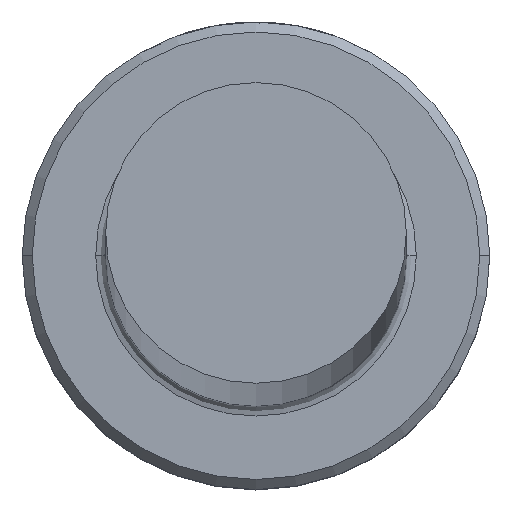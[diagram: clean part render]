
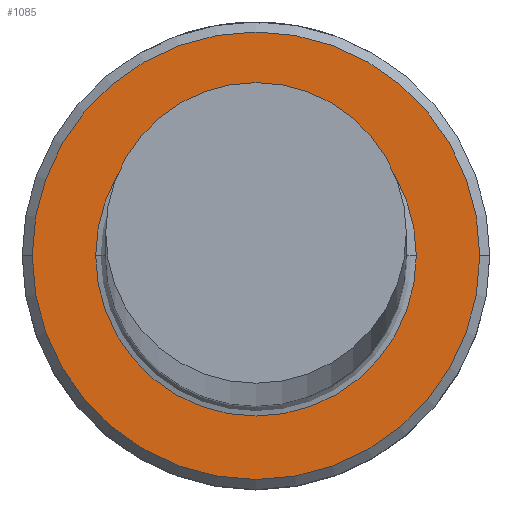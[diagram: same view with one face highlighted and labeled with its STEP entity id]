
A CAD part, top view. The second image highlights one B-rep face of the part: STEP entity #1085.
In plain terms, the highlighted planar face has unit normal (0, 0, 1).
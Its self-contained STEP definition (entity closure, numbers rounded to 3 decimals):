
#14 = DIRECTION ( 'NONE',  ( 0., 0., 1. ) ) ;
#16 = EDGE_LOOP ( 'NONE', ( #941, #483 ) ) ;
#71 = AXIS2_PLACEMENT_3D ( 'NONE', #971, #410, #1055 ) ;
#126 = CARTESIAN_POINT ( 'NONE',  ( 4.8, 0., 8. ) ) ;
#229 = AXIS2_PLACEMENT_3D ( 'NONE', #562, #14, #657 ) ;
#233 = VERTEX_POINT ( 'NONE', #126 ) ;
#265 = CARTESIAN_POINT ( 'NONE',  ( 0., 0., 8. ) ) ;
#296 = FACE_BOUND ( 'NONE', #16, .T. ) ;
#328 = VERTEX_POINT ( 'NONE', #356 ) ;
#356 = CARTESIAN_POINT ( 'NONE',  ( 6.7, 0., 8. ) ) ;
#359 = DIRECTION ( 'NONE',  ( 1., 0., 0. ) ) ;
#384 = ORIENTED_EDGE ( 'NONE', *, *, #1012, .T. ) ;
#410 = DIRECTION ( 'NONE',  ( 0., 0., -1. ) ) ;
#416 = CARTESIAN_POINT ( 'NONE',  ( -4.8, 0., 8. ) ) ;
#476 = CIRCLE ( 'NONE', #229, 6.7 ) ;
#483 = ORIENTED_EDGE ( 'NONE', *, *, #805, .T. ) ;
#526 = DIRECTION ( 'NONE',  ( 0., 0., -1. ) ) ;
#562 = CARTESIAN_POINT ( 'NONE',  ( 0., 0., 8. ) ) ;
#588 = CIRCLE ( 'NONE', #951, 4.8 ) ;
#615 = CIRCLE ( 'NONE', #71, 4.8 ) ;
#626 = CARTESIAN_POINT ( 'NONE',  ( -6.7, 0., 8. ) ) ;
#636 = DIRECTION ( 'NONE',  ( 0., 0., 1. ) ) ;
#644 = CIRCLE ( 'NONE', #878, 6.7 ) ;
#657 = DIRECTION ( 'NONE',  ( 1., 0., 0. ) ) ;
#705 = EDGE_CURVE ( 'NONE', #328, #1028, #476, .T. ) ;
#710 = ORIENTED_EDGE ( 'NONE', *, *, #705, .T. ) ;
#781 = FACE_OUTER_BOUND ( 'NONE', #928, .T. ) ;
#797 = DIRECTION ( 'NONE',  ( 1., 0., 0. ) ) ;
#805 = EDGE_CURVE ( 'NONE', #233, #841, #615, .T. ) ;
#832 = CARTESIAN_POINT ( 'NONE',  ( 0., 0., 8. ) ) ;
#841 = VERTEX_POINT ( 'NONE', #416 ) ;
#878 = AXIS2_PLACEMENT_3D ( 'NONE', #265, #916, #359 ) ;
#916 = DIRECTION ( 'NONE',  ( 0., 0., 1. ) ) ;
#928 = EDGE_LOOP ( 'NONE', ( #384, #710 ) ) ;
#941 = ORIENTED_EDGE ( 'NONE', *, *, #1014, .T. ) ;
#951 = AXIS2_PLACEMENT_3D ( 'NONE', #1091, #526, #1176 ) ;
#971 = CARTESIAN_POINT ( 'NONE',  ( 0., 0., 8. ) ) ;
#1012 = EDGE_CURVE ( 'NONE', #1028, #328, #644, .T. ) ;
#1014 = EDGE_CURVE ( 'NONE', #841, #233, #588, .T. ) ;
#1028 = VERTEX_POINT ( 'NONE', #626 ) ;
#1055 = DIRECTION ( 'NONE',  ( -1., 0., 0. ) ) ;
#1085 = ADVANCED_FACE ( 'NONE', ( #781, #296 ), #1188, .T. ) ;
#1091 = CARTESIAN_POINT ( 'NONE',  ( 0., 0., 8. ) ) ;
#1176 = DIRECTION ( 'NONE',  ( -1., 0., 0. ) ) ;
#1186 = AXIS2_PLACEMENT_3D ( 'NONE', #832, #636, #797 ) ;
#1188 = PLANE ( 'NONE',  #1186 ) ;
